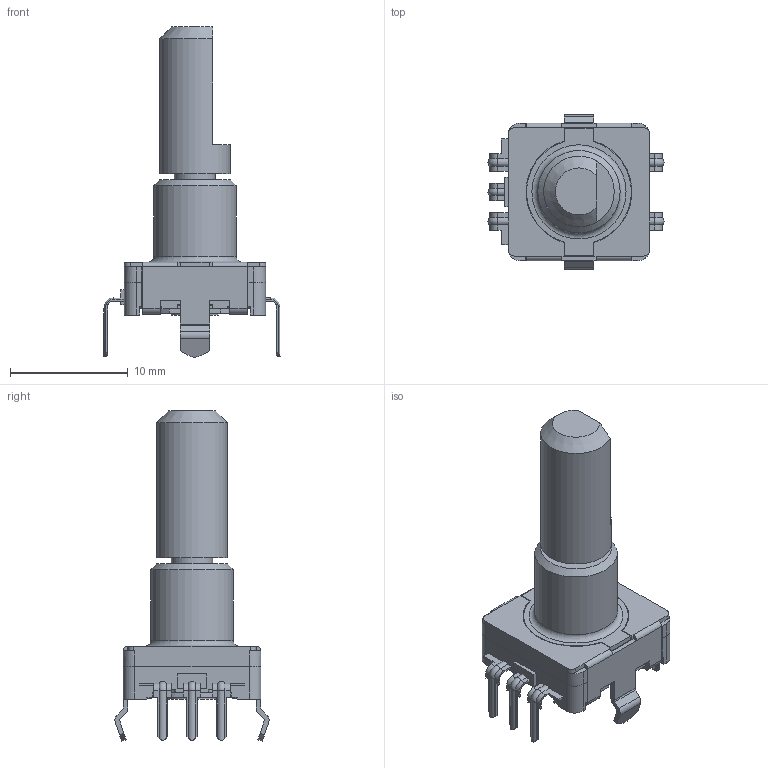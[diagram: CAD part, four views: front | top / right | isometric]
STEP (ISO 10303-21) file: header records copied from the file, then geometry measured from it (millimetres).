
FILE_DESCRIPTION(('FreeCAD Model'),'2;1');
FILE_NAME('Open CASCADE Shape Model','2026-02-12T15:55:22',(''),(''), 'Open CASCADE STEP processor 7.9','FreeCAD','Unknown');
FILE_SCHEMA(('AUTOMOTIVE_DESIGN { 1 0 10303 214 1 1 1 1 }'));
Length unit declared in the file: millimetre
Products named in the file (12): RotaryEncoder_Alps_EC11E; Parts; Plastic; Shell; ShaftBase; Shaft; Pins; PinC; PinA; PinB; PinS1; PinS2
Assembly tree (11 placements, depth 4):
  RotaryEncoder_Alps_EC11E
    Parts
      Plastic
      Shell
      ShaftBase
      Shaft
      Pins
        PinC
        PinA
        PinB
        PinS1
        PinS2
Bounding box: 14.96 x 13.1 x 28.07 mm (x, y, z)
Volume: 1150.6 mm3; surface area: 1786.3 mm2
Topology: 9 solids, 9 shells, 414 faces, 1106 edges, 712 vertices
Faces by surface type: plane 305, cylinder 96, torus 11, cone 2
Full cylindrical faces by diameter (mm): 3.5 x1, 3.6 x1, 4 x1, 6 x1, 7 x1
Entity records: 13197 total; most frequent: CARTESIAN_POINT 2444, ORIENTED_EDGE 2220, DIRECTION 2150, EDGE_CURVE 1106, LINE 874, VECTOR 874, VERTEX_POINT 712, AXIS2_PLACEMENT_3D 638
